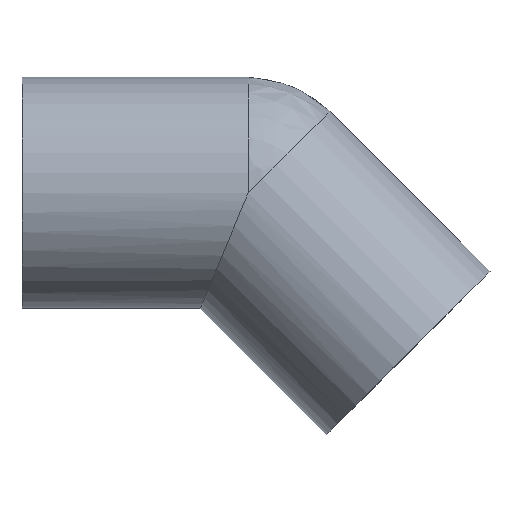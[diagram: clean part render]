
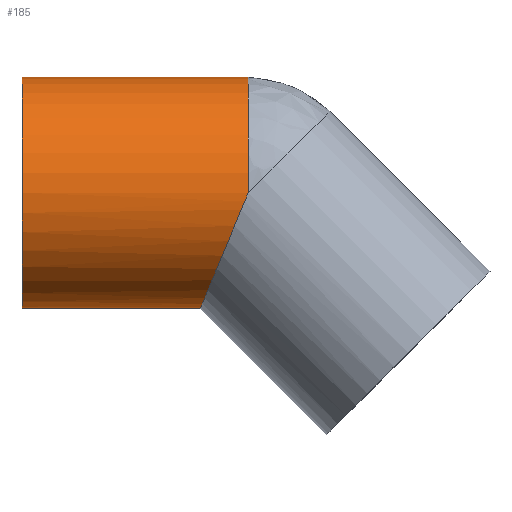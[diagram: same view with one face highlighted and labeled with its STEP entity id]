
A CAD part, top view. The second image highlights one B-rep face of the part: STEP entity #185.
In plain terms, the highlighted cylindrical face has radius 70 mm (diameter 140 mm), a partial arc.
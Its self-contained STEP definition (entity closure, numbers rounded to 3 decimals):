
#83 = VERTEX_POINT( '', #217 );
#101 = EDGE_CURVE( '', #117, #157, #237, .T. );
#115 = VERTEX_POINT( '', #254 );
#117 = VERTEX_POINT( '', #256 );
#119 = EDGE_CURVE( '', #83, #159, #258, .T. );
#147 = EDGE_CURVE( '', #157, #115, #287, .T. );
#149 = EDGE_CURVE( '', #117, #159, #289, .T. );
#157 = VERTEX_POINT( '', #297 );
#159 = VERTEX_POINT( '', #299 );
#171 = EDGE_CURVE( '', #115, #83, #312, .T. );
#185 = ADVANCED_FACE( '', ( #330 ), #331, .T. );
#217 = CARTESIAN_POINT( '', ( 137., 70., 0. ) );
#237 = LINE( '', #377, #378 );
#254 = CARTESIAN_POINT( '', ( 137., 0., 70. ) );
#256 = CARTESIAN_POINT( '', ( 0., -70., 0. ) );
#258 = LINE( '', #402, #403 );
#287 = ELLIPSE( '', #447, 75.767, 70. );
#289 = CIRCLE( '', #450, 70. );
#297 = CARTESIAN_POINT( '', ( 108.005, -70., 0. ) );
#299 = CARTESIAN_POINT( '', ( 0., 70., 0. ) );
#312 = CIRCLE( '', #479, 70. );
#330 = FACE_OUTER_BOUND( '', #499, .T. );
#331 = CYLINDRICAL_SURFACE( '', #500, 70. );
#377 = CARTESIAN_POINT( '', ( 68.5, -70., 0. ) );
#378 = VECTOR( '', #547, 1. );
#402 = CARTESIAN_POINT( '', ( 68.5, 70., 0. ) );
#403 = VECTOR( '', #571, 1. );
#447 = AXIS2_PLACEMENT_3D( '', #608, #609, #610 );
#450 = AXIS2_PLACEMENT_3D( '', #611, #612, #613 );
#479 = AXIS2_PLACEMENT_3D( '', #628, #629, #630 );
#499 = EDGE_LOOP( '', ( #663, #664, #665, #666, #667 ) );
#500 = AXIS2_PLACEMENT_3D( '', #668, #669, #670 );
#547 = DIRECTION( '', ( 1., 0., 0. ) );
#571 = DIRECTION( '', ( -1., 0., 0. ) );
#608 = CARTESIAN_POINT( '', ( 137., 0., 0. ) );
#609 = DIRECTION( '', ( -0.924, 0.383, 0. ) );
#610 = DIRECTION( '', ( 0.383, 0.924, 0. ) );
#611 = CARTESIAN_POINT( '', ( 0., 0., 0. ) );
#612 = DIRECTION( '', ( -1., 0., 0. ) );
#613 = DIRECTION( '', ( 0., 1., 0. ) );
#628 = CARTESIAN_POINT( '', ( 137., 0., 0. ) );
#629 = DIRECTION( '', ( -1., 0., 0. ) );
#630 = DIRECTION( '', ( 0., 1., 0. ) );
#663 = ORIENTED_EDGE( '', *, *, #119, .T. );
#664 = ORIENTED_EDGE( '', *, *, #149, .F. );
#665 = ORIENTED_EDGE( '', *, *, #101, .T. );
#666 = ORIENTED_EDGE( '', *, *, #147, .T. );
#667 = ORIENTED_EDGE( '', *, *, #171, .T. );
#668 = CARTESIAN_POINT( '', ( 68.5, 0., 0. ) );
#669 = DIRECTION( '', ( 1., 0., 0. ) );
#670 = DIRECTION( '', ( 0., 1., 0. ) );
